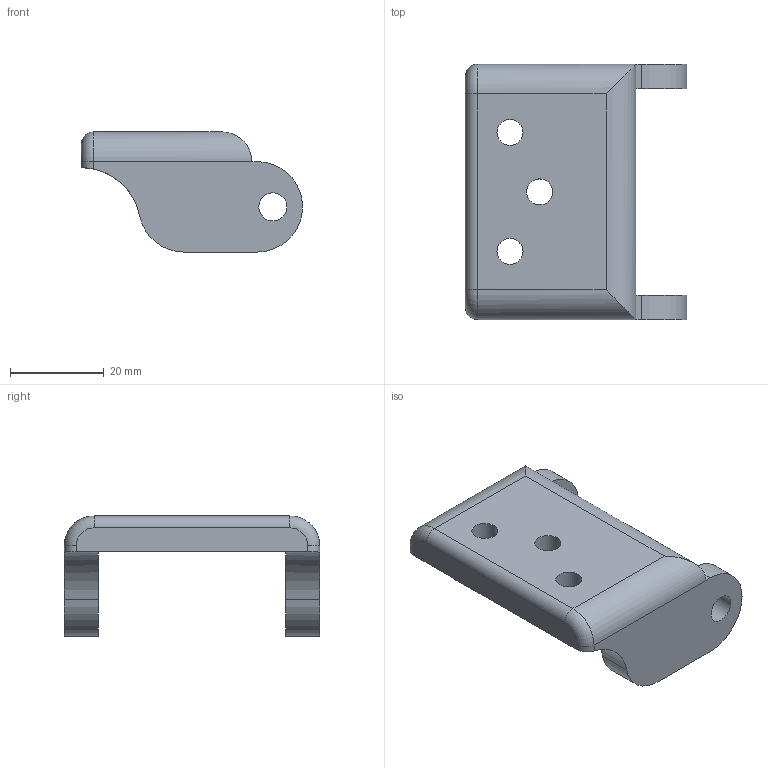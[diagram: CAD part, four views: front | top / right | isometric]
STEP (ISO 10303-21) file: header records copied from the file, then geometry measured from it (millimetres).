
FILE_DESCRIPTION(/* description */ (''),/* implementation_level */ '2;1');
FILE_NAME(/* name */ '2025_03_10_04_23_08_0587.stp',/* time_stamp */ '2025-03-09T22:45:38-05:00',/* author */ ('parva'),/* organization */ (''),/* preprocessor_version */ 'ST-DEVELOPER v18.1',/* originating_system */ 'Autodesk Inventor 2022',/* authorisation */ '');
FILE_SCHEMA (('AUTOMOTIVE_DESIGN { 1 0 10303 214 3 1 1 }'));
Length unit declared in the file: inch
Products named in the file (1): 2025_03_10_04_23_08_0587
Bounding box: 47.25 x 54.55 x 25.65 mm (x, y, z)
Volume: 21151.6 mm3; surface area: 8255.1 mm2
Topology: 1 solids, 1 shells, 39 faces, 99 edges, 62 vertices
Faces by surface type: cylinder 19, plane 18, torus 2
Full cylindrical faces by diameter (mm): 5.556 x3, 6 x2
Entity records: 1261 total; most frequent: CARTESIAN_POINT 219, DIRECTION 215, ORIENTED_EDGE 198, EDGE_CURVE 99, AXIS2_PLACEMENT_3D 78, VERTEX_POINT 62, LINE 59, VECTOR 59
